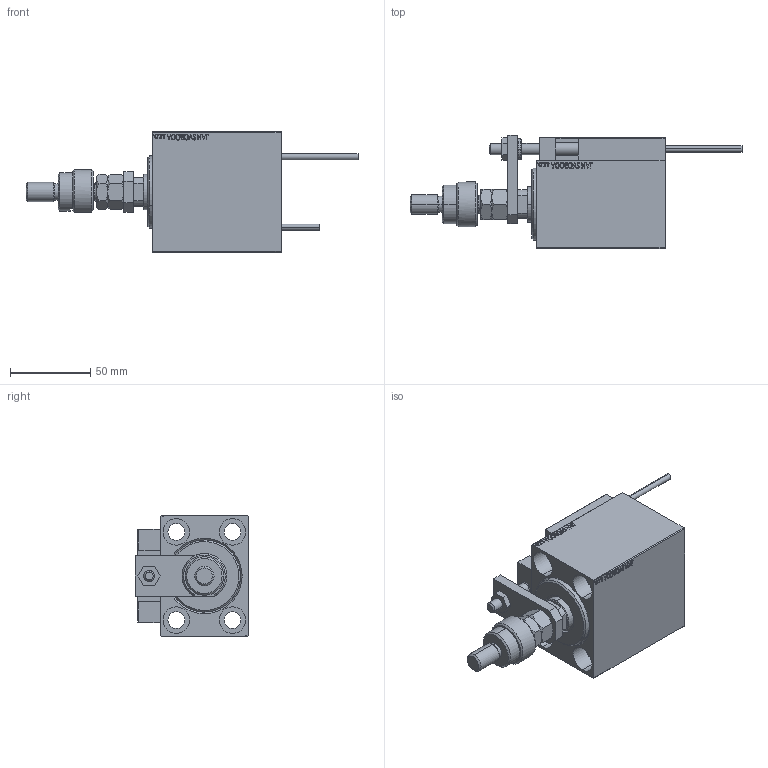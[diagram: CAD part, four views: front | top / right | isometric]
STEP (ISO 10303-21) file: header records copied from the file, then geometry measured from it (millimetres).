
FILE_DESCRIPTION (( 'STEP AP203' ), '1' );
FILE_NAME ('3d45.STEP', '2022-04-17T10:20:31', ( '' ), ( '' ), 'SwSTEP 2.0', 'SolidWorks 2019', '' );
FILE_SCHEMA (( 'CONFIG_CONTROL_DESIGN' ));
Length unit declared in the file: millimetre
Products named in the file (18): SWITCH_X_FRONT_BACK 4cd577603e68cd4d3c4f792d79ad3bfd; FEMALE_PART_FOR_DFA 4cd577603e68cd4d3c4f792d79ad3bfd; ALLEN BOLT D8 4cd577603e68cd4d3c4f792d79ad3bfd; ZARAZKA 4cd577603e68cd4d3c4f792d79ad3bfd; Block 4cd577603e68cd4d3c4f792d79ad3bfd; ALLEN BOLT D5 4cd577603e68cd4d3c4f792d79ad3bfd; SWITCH DIM B,W 4cd577603e68cd4d3c4f792d79ad3bfd; MAGNET 4cd577603e68cd4d3c4f792d79ad3bfd; 3d45; V450CM_VC_B 4cd577603e68cd4d3c4f792d79ad3bfd; X_Y_DFA 4cd577603e68cd4d3c4f792d79ad3bfd; V450CM_C_Body 4cd577603e68cd4d3c4f792d79ad3bfd; KONCOVKA 4cd577603e68cd4d3c4f792d79ad3bfd; TYC_L79 4cd577603e68cd4d3c4f792d79ad3bfd; SWITCH X 4cd577603e68cd4d3c4f792d79ad3bfd; NUT_D12 4cd577603e68cd4d3c4f792d79ad3bfd; MFA 4cd577603e68cd4d3c4f792d79ad3bfd; V450CM_C_VCP 4cd577603e68cd4d3c4f792d79ad3bfd
Assembly tree (27 placements, depth 3):
  3d45
    V450CM_C_Body 4cd577603e68cd4d3c4f792d79ad3bfd
    SWITCH X 4cd577603e68cd4d3c4f792d79ad3bfd
      SWITCH_X_FRONT_BACK 4cd577603e68cd4d3c4f792d79ad3bfd  x2
      TYC_L79 4cd577603e68cd4d3c4f792d79ad3bfd
      Block 4cd577603e68cd4d3c4f792d79ad3bfd  x2
      ALLEN BOLT D5 4cd577603e68cd4d3c4f792d79ad3bfd  x4
      ALLEN BOLT D8 4cd577603e68cd4d3c4f792d79ad3bfd  x4
      MAGNET 4cd577603e68cd4d3c4f792d79ad3bfd  x2
      KONCOVKA 4cd577603e68cd4d3c4f792d79ad3bfd  x2
    NUT_D12 4cd577603e68cd4d3c4f792d79ad3bfd
    SWITCH DIM B,W 4cd577603e68cd4d3c4f792d79ad3bfd
    ZARAZKA 4cd577603e68cd4d3c4f792d79ad3bfd
    V450CM_C_VCP 4cd577603e68cd4d3c4f792d79ad3bfd
    V450CM_VC_B 4cd577603e68cd4d3c4f792d79ad3bfd
    X_Y_DFA 4cd577603e68cd4d3c4f792d79ad3bfd
      FEMALE_PART_FOR_DFA 4cd577603e68cd4d3c4f792d79ad3bfd
      MFA 4cd577603e68cd4d3c4f792d79ad3bfd
Bounding box: 207 x 70.5 x 75 mm (x, y, z)
Volume: 348778.8 mm3; surface area: 91721.5 mm2
Topology: 25 solids, 25 shells, 1363 faces, 3246 edges, 2063 vertices
Faces by surface type: plane 588, bspline 380, cylinder 197, cone 146, torus 48, sphere 4
Entity records: 52920 total; most frequent: CARTESIAN_POINT 26611, ORIENTED_EDGE 5512, DIRECTION 3830, EDGE_CURVE 2756, VERTEX_POINT 1787, LINE 1538, VECTOR 1538, EDGE_LOOP 1275
